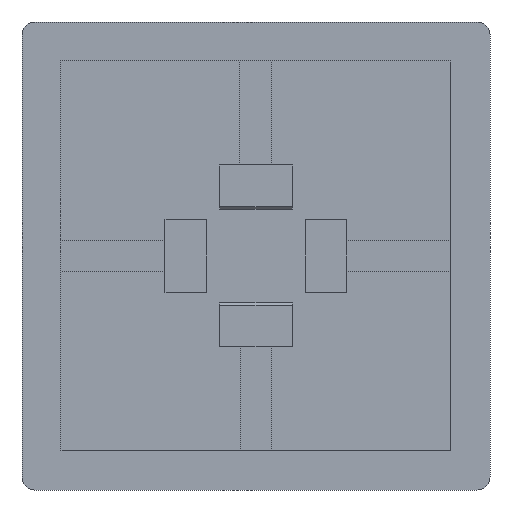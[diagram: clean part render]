
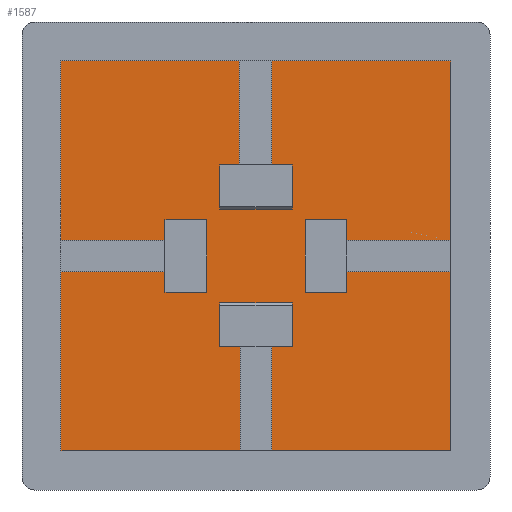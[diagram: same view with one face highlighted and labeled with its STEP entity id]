
A CAD part, front view. The second image highlights one B-rep face of the part: STEP entity #1587.
In plain terms, the highlighted planar face has unit normal (0, -1, 0).
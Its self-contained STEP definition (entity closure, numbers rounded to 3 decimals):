
#85=FACE_OUTER_BOUND('',#171,.T.);
#171=EDGE_LOOP('',(#1251,#1252,#1253,#1254,#1255,#1256,#1257,#1258,#1259,
#1260,#1261,#1262,#1263,#1264,#1265,#1266,#1267,#1268,#1269,#1270,#1271,
#1272,#1273,#1274,#1275,#1276,#1277,#1278,#1279,#1280,#1281,#1282,#1283,
#1284,#1285,#1286));
#302=LINE('',#2386,#514);
#306=LINE('',#2394,#518);
#309=LINE('',#2400,#521);
#313=LINE('',#2407,#525);
#315=LINE('',#2412,#527);
#319=LINE('',#2419,#531);
#320=LINE('',#2422,#532);
#324=LINE('',#2429,#536);
#325=LINE('',#2432,#537);
#326=LINE('',#2434,#538);
#327=LINE('',#2436,#539);
#328=LINE('',#2438,#540);
#329=LINE('',#2440,#541);
#330=LINE('',#2442,#542);
#331=LINE('',#2444,#543);
#332=LINE('',#2445,#544);
#333=LINE('',#2447,#545);
#334=LINE('',#2449,#546);
#335=LINE('',#2451,#547);
#336=LINE('',#2453,#548);
#337=LINE('',#2455,#549);
#338=LINE('',#2457,#550);
#339=LINE('',#2458,#551);
#340=LINE('',#2460,#552);
#341=LINE('',#2462,#553);
#342=LINE('',#2464,#554);
#343=LINE('',#2466,#555);
#344=LINE('',#2468,#556);
#345=LINE('',#2470,#557);
#346=LINE('',#2471,#558);
#347=LINE('',#2473,#559);
#348=LINE('',#2475,#560);
#349=LINE('',#2477,#561);
#350=LINE('',#2479,#562);
#351=LINE('',#2481,#563);
#352=LINE('',#2482,#564);
#514=VECTOR('',#1906,6.9);
#518=VECTOR('',#1910,6.9);
#521=VECTOR('',#1915,6.9);
#525=VECTOR('',#1919,6.9);
#527=VECTOR('',#1923,6.849);
#531=VECTOR('',#1927,6.9);
#532=VECTOR('',#1930,6.9);
#536=VECTOR('',#1934,6.9);
#537=VECTOR('',#1937,4.);
#538=VECTOR('',#1938,4.);
#539=VECTOR('',#1939,0.8);
#540=VECTOR('',#1940,1.6);
#541=VECTOR('',#1941,2.8);
#542=VECTOR('',#1942,1.6);
#543=VECTOR('',#1943,0.8);
#544=VECTOR('',#1944,4.);
#545=VECTOR('',#1945,4.);
#546=VECTOR('',#1946,0.8);
#547=VECTOR('',#1947,1.6);
#548=VECTOR('',#1948,2.8);
#549=VECTOR('',#1949,1.6);
#550=VECTOR('',#1950,0.749);
#551=VECTOR('',#1951,4.);
#552=VECTOR('',#1952,4.);
#553=VECTOR('',#1953,0.8);
#554=VECTOR('',#1954,1.6);
#555=VECTOR('',#1955,2.8);
#556=VECTOR('',#1956,1.6);
#557=VECTOR('',#1957,0.8);
#558=VECTOR('',#1958,4.);
#559=VECTOR('',#1959,4.);
#560=VECTOR('',#1960,0.8);
#561=VECTOR('',#1961,1.6);
#562=VECTOR('',#1962,2.8);
#563=VECTOR('',#1963,1.6);
#564=VECTOR('',#1964,0.8);
#707=VERTEX_POINT('',#2383);
#708=VERTEX_POINT('',#2385);
#711=VERTEX_POINT('',#2391);
#712=VERTEX_POINT('',#2393);
#713=VERTEX_POINT('',#2397);
#714=VERTEX_POINT('',#2399);
#717=VERTEX_POINT('',#2405);
#718=VERTEX_POINT('',#2409);
#719=VERTEX_POINT('',#2411);
#722=VERTEX_POINT('',#2417);
#723=VERTEX_POINT('',#2421);
#726=VERTEX_POINT('',#2427);
#727=VERTEX_POINT('',#2431);
#728=VERTEX_POINT('',#2433);
#729=VERTEX_POINT('',#2435);
#730=VERTEX_POINT('',#2437);
#731=VERTEX_POINT('',#2439);
#732=VERTEX_POINT('',#2441);
#733=VERTEX_POINT('',#2443);
#734=VERTEX_POINT('',#2446);
#735=VERTEX_POINT('',#2448);
#736=VERTEX_POINT('',#2450);
#737=VERTEX_POINT('',#2452);
#738=VERTEX_POINT('',#2454);
#739=VERTEX_POINT('',#2456);
#740=VERTEX_POINT('',#2459);
#741=VERTEX_POINT('',#2461);
#742=VERTEX_POINT('',#2463);
#743=VERTEX_POINT('',#2465);
#744=VERTEX_POINT('',#2467);
#745=VERTEX_POINT('',#2469);
#746=VERTEX_POINT('',#2472);
#747=VERTEX_POINT('',#2474);
#748=VERTEX_POINT('',#2476);
#749=VERTEX_POINT('',#2478);
#750=VERTEX_POINT('',#2480);
#894=EDGE_CURVE('',#708,#707,#302,.T.);
#898=EDGE_CURVE('',#712,#711,#306,.T.);
#901=EDGE_CURVE('',#714,#713,#309,.T.);
#905=EDGE_CURVE('',#707,#717,#313,.T.);
#907=EDGE_CURVE('',#719,#718,#315,.T.);
#911=EDGE_CURVE('',#713,#722,#319,.T.);
#912=EDGE_CURVE('',#723,#712,#320,.T.);
#916=EDGE_CURVE('',#718,#726,#324,.T.);
#917=EDGE_CURVE('',#708,#727,#325,.T.);
#918=EDGE_CURVE('',#717,#728,#326,.T.);
#919=EDGE_CURVE('',#729,#728,#327,.T.);
#920=EDGE_CURVE('',#729,#730,#328,.T.);
#921=EDGE_CURVE('',#731,#730,#329,.T.);
#922=EDGE_CURVE('',#731,#732,#330,.T.);
#923=EDGE_CURVE('',#733,#732,#331,.T.);
#924=EDGE_CURVE('',#714,#733,#332,.T.);
#925=EDGE_CURVE('',#722,#734,#333,.T.);
#926=EDGE_CURVE('',#735,#734,#334,.T.);
#927=EDGE_CURVE('',#735,#736,#335,.T.);
#928=EDGE_CURVE('',#737,#736,#336,.T.);
#929=EDGE_CURVE('',#737,#738,#337,.T.);
#930=EDGE_CURVE('',#739,#738,#338,.T.);
#931=EDGE_CURVE('',#719,#739,#339,.T.);
#932=EDGE_CURVE('',#726,#740,#340,.T.);
#933=EDGE_CURVE('',#741,#740,#341,.T.);
#934=EDGE_CURVE('',#741,#742,#342,.T.);
#935=EDGE_CURVE('',#743,#742,#343,.T.);
#936=EDGE_CURVE('',#743,#744,#344,.T.);
#937=EDGE_CURVE('',#745,#744,#345,.T.);
#938=EDGE_CURVE('',#723,#745,#346,.T.);
#939=EDGE_CURVE('',#711,#746,#347,.T.);
#940=EDGE_CURVE('',#747,#746,#348,.T.);
#941=EDGE_CURVE('',#747,#748,#349,.T.);
#942=EDGE_CURVE('',#749,#748,#350,.T.);
#943=EDGE_CURVE('',#749,#750,#351,.T.);
#944=EDGE_CURVE('',#727,#750,#352,.T.);
#1251=ORIENTED_EDGE('',*,*,#917,.F.);
#1252=ORIENTED_EDGE('',*,*,#894,.T.);
#1253=ORIENTED_EDGE('',*,*,#905,.T.);
#1254=ORIENTED_EDGE('',*,*,#918,.T.);
#1255=ORIENTED_EDGE('',*,*,#919,.F.);
#1256=ORIENTED_EDGE('',*,*,#920,.T.);
#1257=ORIENTED_EDGE('',*,*,#921,.F.);
#1258=ORIENTED_EDGE('',*,*,#922,.T.);
#1259=ORIENTED_EDGE('',*,*,#923,.F.);
#1260=ORIENTED_EDGE('',*,*,#924,.F.);
#1261=ORIENTED_EDGE('',*,*,#901,.T.);
#1262=ORIENTED_EDGE('',*,*,#911,.T.);
#1263=ORIENTED_EDGE('',*,*,#925,.T.);
#1264=ORIENTED_EDGE('',*,*,#926,.F.);
#1265=ORIENTED_EDGE('',*,*,#927,.T.);
#1266=ORIENTED_EDGE('',*,*,#928,.F.);
#1267=ORIENTED_EDGE('',*,*,#929,.T.);
#1268=ORIENTED_EDGE('',*,*,#930,.F.);
#1269=ORIENTED_EDGE('',*,*,#931,.F.);
#1270=ORIENTED_EDGE('',*,*,#907,.T.);
#1271=ORIENTED_EDGE('',*,*,#916,.T.);
#1272=ORIENTED_EDGE('',*,*,#932,.T.);
#1273=ORIENTED_EDGE('',*,*,#933,.F.);
#1274=ORIENTED_EDGE('',*,*,#934,.T.);
#1275=ORIENTED_EDGE('',*,*,#935,.F.);
#1276=ORIENTED_EDGE('',*,*,#936,.T.);
#1277=ORIENTED_EDGE('',*,*,#937,.F.);
#1278=ORIENTED_EDGE('',*,*,#938,.F.);
#1279=ORIENTED_EDGE('',*,*,#912,.T.);
#1280=ORIENTED_EDGE('',*,*,#898,.T.);
#1281=ORIENTED_EDGE('',*,*,#939,.T.);
#1282=ORIENTED_EDGE('',*,*,#940,.F.);
#1283=ORIENTED_EDGE('',*,*,#941,.T.);
#1284=ORIENTED_EDGE('',*,*,#942,.F.);
#1285=ORIENTED_EDGE('',*,*,#943,.T.);
#1286=ORIENTED_EDGE('',*,*,#944,.F.);
#1505=PLANE('',#1687);
#1587=ADVANCED_FACE('',(#85),#1505,.T.);
#1687=AXIS2_PLACEMENT_3D('',#2430,#1935,#1936);
#1906=DIRECTION('',(1.,0.,0.));
#1910=DIRECTION('',(1.,0.,0.));
#1915=DIRECTION('',(0.,0.,1.));
#1919=DIRECTION('',(0.,0.,1.));
#1923=DIRECTION('',(-1.,0.,0.));
#1927=DIRECTION('',(-1.,0.,0.));
#1930=DIRECTION('',(0.,0.,-1.));
#1934=DIRECTION('',(0.,0.,-1.));
#1935=DIRECTION('center_axis',(0.,-1.,0.));
#1936=DIRECTION('ref_axis',(-1.,0.,0.));
#1937=DIRECTION('',(0.,0.,1.));
#1938=DIRECTION('',(-1.,0.,0.));
#1939=DIRECTION('',(0.,0.,1.));
#1940=DIRECTION('',(-1.,0.,0.));
#1941=DIRECTION('',(0.,0.,-1.));
#1942=DIRECTION('',(1.,0.,0.));
#1943=DIRECTION('',(0.,0.,1.));
#1944=DIRECTION('',(-1.,0.,0.));
#1945=DIRECTION('',(0.,0.,-1.));
#1946=DIRECTION('',(-1.,0.,0.));
#1947=DIRECTION('',(0.,0.,-1.));
#1948=DIRECTION('',(1.,0.,0.));
#1949=DIRECTION('',(0.,0.,1.));
#1950=DIRECTION('',(-1.,0.,0.));
#1951=DIRECTION('',(0.,0.,-1.));
#1952=DIRECTION('',(1.,0.,0.));
#1953=DIRECTION('',(0.,0.,-1.));
#1954=DIRECTION('',(1.,0.,0.));
#1955=DIRECTION('',(0.,0.,1.));
#1956=DIRECTION('',(-1.,0.,0.));
#1957=DIRECTION('',(0.,0.,-1.));
#1958=DIRECTION('',(1.,0.,0.));
#1959=DIRECTION('',(0.,0.,1.));
#1960=DIRECTION('',(1.,0.,0.));
#1961=DIRECTION('',(0.,0.,1.));
#1962=DIRECTION('',(-1.,0.,0.));
#1963=DIRECTION('',(0.,0.,-1.));
#1964=DIRECTION('',(1.,0.,0.));
#2383=CARTESIAN_POINT('',(7.5,-2.,-7.5));
#2385=CARTESIAN_POINT('',(0.6,-2.,-7.5));
#2386=CARTESIAN_POINT('',(0.6,-2.,-7.5));
#2391=CARTESIAN_POINT('',(-0.6,-2.,-7.5));
#2393=CARTESIAN_POINT('',(-7.5,-2.,-7.5));
#2394=CARTESIAN_POINT('',(-7.5,-2.,-7.5));
#2397=CARTESIAN_POINT('',(7.5,-2.,7.5));
#2399=CARTESIAN_POINT('',(7.5,-2.,0.6));
#2400=CARTESIAN_POINT('',(7.5,-2.,0.6));
#2405=CARTESIAN_POINT('',(7.5,-2.,-0.6));
#2407=CARTESIAN_POINT('',(7.5,-2.,-7.5));
#2409=CARTESIAN_POINT('',(-7.5,-2.,7.5));
#2411=CARTESIAN_POINT('',(-0.651,-2.,7.5));
#2412=CARTESIAN_POINT('',(-0.651,-2.,7.5));
#2417=CARTESIAN_POINT('',(0.6,-2.,7.5));
#2419=CARTESIAN_POINT('',(7.5,-2.,7.5));
#2421=CARTESIAN_POINT('',(-7.5,-2.,-0.6));
#2422=CARTESIAN_POINT('',(-7.5,-2.,-0.6));
#2427=CARTESIAN_POINT('',(-7.5,-2.,0.6));
#2429=CARTESIAN_POINT('',(-7.5,-2.,7.5));
#2430=CARTESIAN_POINT('Origin',(0.,-2.,0.));
#2431=CARTESIAN_POINT('',(0.6,-2.,-3.5));
#2432=CARTESIAN_POINT('',(0.6,-2.,-7.5));
#2433=CARTESIAN_POINT('',(3.5,-2.,-0.6));
#2434=CARTESIAN_POINT('',(7.5,-2.,-0.6));
#2435=CARTESIAN_POINT('',(3.5,-2.,-1.4));
#2436=CARTESIAN_POINT('',(3.5,-2.,-1.4));
#2437=CARTESIAN_POINT('',(1.9,-2.,-1.4));
#2438=CARTESIAN_POINT('',(3.5,-2.,-1.4));
#2439=CARTESIAN_POINT('',(1.9,-2.,1.4));
#2440=CARTESIAN_POINT('',(1.9,-2.,1.4));
#2441=CARTESIAN_POINT('',(3.5,-2.,1.4));
#2442=CARTESIAN_POINT('',(1.9,-2.,1.4));
#2443=CARTESIAN_POINT('',(3.5,-2.,0.6));
#2444=CARTESIAN_POINT('',(3.5,-2.,0.6));
#2445=CARTESIAN_POINT('',(7.5,-2.,0.6));
#2446=CARTESIAN_POINT('',(0.6,-2.,3.5));
#2447=CARTESIAN_POINT('',(0.6,-2.,7.5));
#2448=CARTESIAN_POINT('',(1.4,-2.,3.5));
#2449=CARTESIAN_POINT('',(1.4,-2.,3.5));
#2450=CARTESIAN_POINT('',(1.4,-2.,1.9));
#2451=CARTESIAN_POINT('',(1.4,-2.,3.5));
#2452=CARTESIAN_POINT('',(-1.4,-2.,1.9));
#2453=CARTESIAN_POINT('',(-1.4,-2.,1.9));
#2454=CARTESIAN_POINT('',(-1.4,-2.,3.5));
#2455=CARTESIAN_POINT('',(-1.4,-2.,1.9));
#2456=CARTESIAN_POINT('',(-0.651,-2.,3.5));
#2457=CARTESIAN_POINT('',(-0.651,-2.,3.5));
#2458=CARTESIAN_POINT('',(-0.651,-2.,7.5));
#2459=CARTESIAN_POINT('',(-3.5,-2.,0.6));
#2460=CARTESIAN_POINT('',(-7.5,-2.,0.6));
#2461=CARTESIAN_POINT('',(-3.5,-2.,1.4));
#2462=CARTESIAN_POINT('',(-3.5,-2.,1.4));
#2463=CARTESIAN_POINT('',(-1.9,-2.,1.4));
#2464=CARTESIAN_POINT('',(-3.5,-2.,1.4));
#2465=CARTESIAN_POINT('',(-1.9,-2.,-1.4));
#2466=CARTESIAN_POINT('',(-1.9,-2.,-1.4));
#2467=CARTESIAN_POINT('',(-3.5,-2.,-1.4));
#2468=CARTESIAN_POINT('',(-1.9,-2.,-1.4));
#2469=CARTESIAN_POINT('',(-3.5,-2.,-0.6));
#2470=CARTESIAN_POINT('',(-3.5,-2.,-0.6));
#2471=CARTESIAN_POINT('',(-7.5,-2.,-0.6));
#2472=CARTESIAN_POINT('',(-0.6,-2.,-3.5));
#2473=CARTESIAN_POINT('',(-0.6,-2.,-7.5));
#2474=CARTESIAN_POINT('',(-1.4,-2.,-3.5));
#2475=CARTESIAN_POINT('',(-1.4,-2.,-3.5));
#2476=CARTESIAN_POINT('',(-1.4,-2.,-1.9));
#2477=CARTESIAN_POINT('',(-1.4,-2.,-3.5));
#2478=CARTESIAN_POINT('',(1.4,-2.,-1.9));
#2479=CARTESIAN_POINT('',(1.4,-2.,-1.9));
#2480=CARTESIAN_POINT('',(1.4,-2.,-3.5));
#2481=CARTESIAN_POINT('',(1.4,-2.,-1.9));
#2482=CARTESIAN_POINT('',(0.6,-2.,-3.5));
